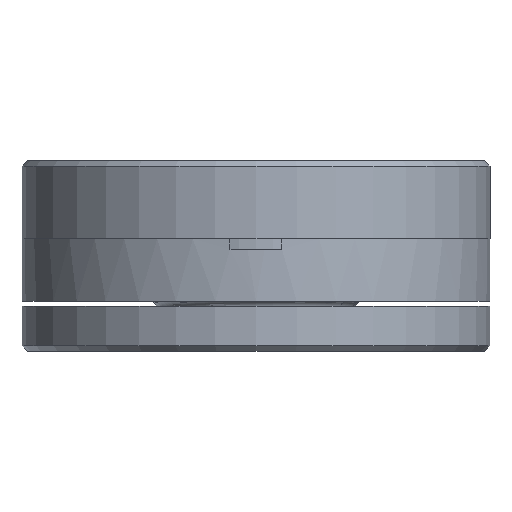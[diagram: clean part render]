
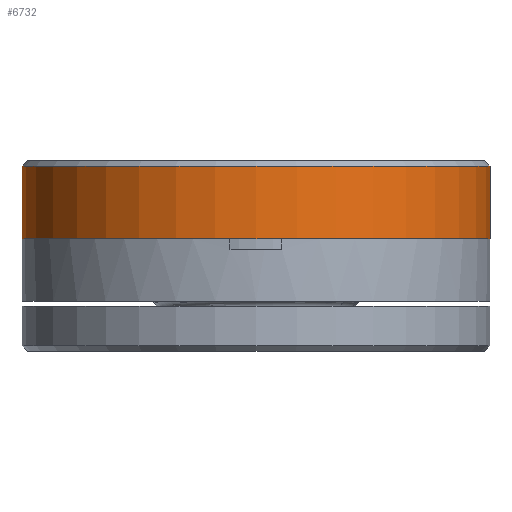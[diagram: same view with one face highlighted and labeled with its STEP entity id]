
A CAD part, front view. The second image highlights one B-rep face of the part: STEP entity #6732.
In plain terms, the highlighted cylindrical face has radius 22.5 mm (diameter 45 mm), a partial arc.
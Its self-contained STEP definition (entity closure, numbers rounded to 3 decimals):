
#5519=CARTESIAN_POINT('',(0.5,0.,0.));
#5520=DIRECTION('',(-1.,0.,0.));
#5521=DIRECTION('',(0.,1.,0.));
#5522=AXIS2_PLACEMENT_3D('',#5519,#5520,#5521);
#5524=CARTESIAN_POINT('',(7.5,0.,0.));
#5525=DIRECTION('',(-1.,0.,0.));
#5526=DIRECTION('',(0.,1.,0.));
#5527=AXIS2_PLACEMENT_3D('',#5524,#5525,#5526);
#5994=DIRECTION('',(-1.,0.,0.));
#5995=VECTOR('',#5994,7.);
#5996=CARTESIAN_POINT('',(7.5,22.5,0.));
#5997=LINE('',#5996,#5995);
#6003=DIRECTION('',(-1.,0.,0.));
#6004=VECTOR('',#6003,7.);
#6005=CARTESIAN_POINT('',(7.5,-22.5,0.));
#6006=LINE('',#6005,#6004);
#6215=CARTESIAN_POINT('',(7.5,22.5,0.));
#6216=CARTESIAN_POINT('',(7.5,-22.5,0.));
#6217=VERTEX_POINT('',#6215);
#6218=VERTEX_POINT('',#6216);
#6343=CARTESIAN_POINT('',(0.5,22.5,0.));
#6344=CARTESIAN_POINT('',(0.5,-22.5,0.));
#6345=VERTEX_POINT('',#6343);
#6346=VERTEX_POINT('',#6344);
#6718=CARTESIAN_POINT('',(7.875,0.,0.));
#6719=DIRECTION('',(-1.,0.,0.));
#6720=DIRECTION('',(0.,1.,0.));
#6721=AXIS2_PLACEMENT_3D('',#6718,#6719,#6720);
#6722=CYLINDRICAL_SURFACE('',#6721,22.5);
#6724=ORIENTED_EDGE('',*,*,#6723,.T.);
#6726=ORIENTED_EDGE('',*,*,#6725,.F.);
#6727=ORIENTED_EDGE('',*,*,#6591,.F.);
#6729=ORIENTED_EDGE('',*,*,#6728,.T.);
#6730=EDGE_LOOP('',(#6724,#6726,#6727,#6729));
#6731=FACE_OUTER_BOUND('',#6730,.F.);
#6732=ADVANCED_FACE('',(#6731),#6722,.T.);
#5523=CIRCLE('',#5522,22.5);
#5528=CIRCLE('',#5527,22.5);
#6591=EDGE_CURVE('',#6217,#6218,#5528,.T.);
#6723=EDGE_CURVE('',#6345,#6346,#5523,.T.);
#6725=EDGE_CURVE('',#6218,#6346,#6006,.T.);
#6728=EDGE_CURVE('',#6217,#6345,#5997,.T.);
